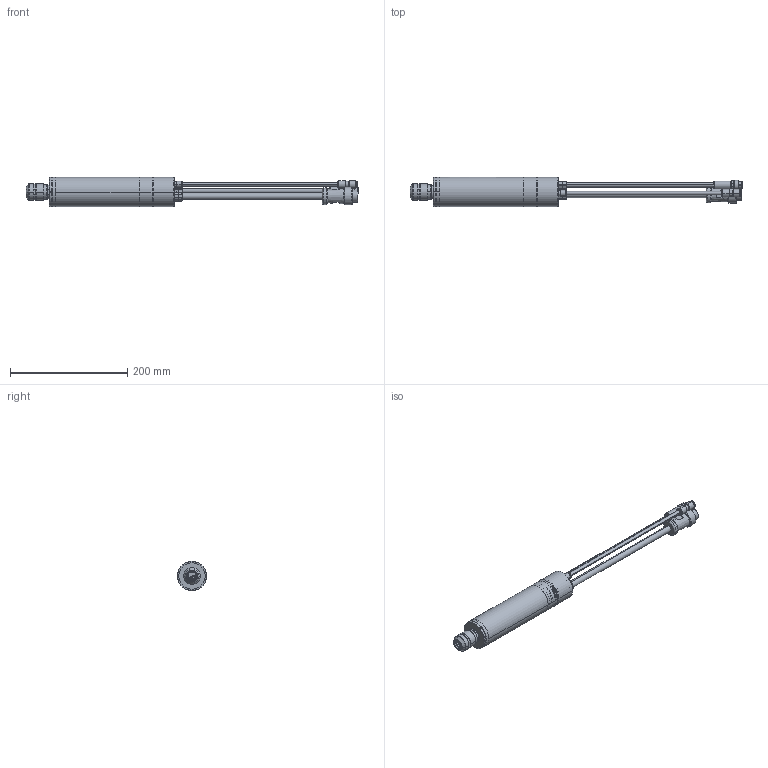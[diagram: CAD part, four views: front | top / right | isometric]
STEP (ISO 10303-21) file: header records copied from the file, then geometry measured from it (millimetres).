
FILE_DESCRIPTION (( 'STEP AP203' ), '1' );
FILE_NAME ('BMS-5010.STEP', '2023-06-07T01:11:43', ( '' ), ( '' ), 'SwSTEP 2.0', 'SolidWorks 2021', '' );
FILE_SCHEMA (( 'CONFIG_CONTROL_DESIGN' ));
Length unit declared in the file: millimetre
Products named in the file (1): BMS-5010
Bounding box: 566.7 x 50 x 50 mm (x, y, z)
Volume: 169831.6 mm3; surface area: 141718.4 mm2
Topology: 38 solids, 38 shells, 777 faces, 1731 edges, 1071 vertices
Faces by surface type: cylinder 281, plane 228, cone 209, torus 55, bspline 4
Entity records: 24618 total; most frequent: CARTESIAN_POINT 6772, DIRECTION 4033, ORIENTED_EDGE 3462, EDGE_CURVE 1731, AXIS2_PLACEMENT_3D 1692, VERTEX_POINT 1071, CIRCLE 918, EDGE_LOOP 886
